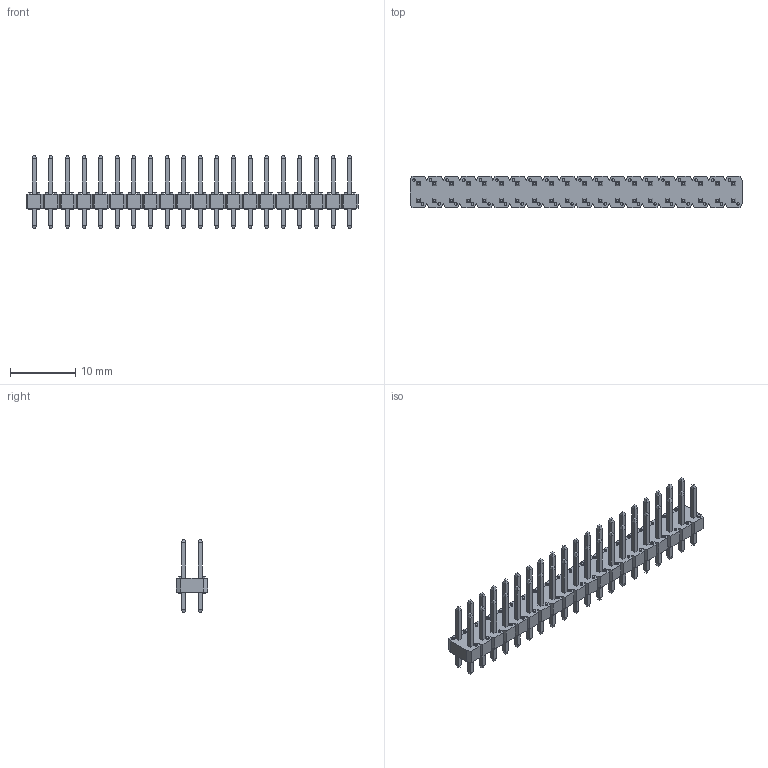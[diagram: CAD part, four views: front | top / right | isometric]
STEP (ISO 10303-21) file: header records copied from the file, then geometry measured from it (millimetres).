
FILE_DESCRIPTION(('FreeCAD Model'),'2;1');
FILE_NAME('Header 20x2 vert 0.1 inch pitch.step','2021-02-14T19:20:12',('Author'),(''), 'Open CASCADE STEP processor 7.3','FreeCAD','Unknown');
FILE_SCHEMA(('AUTOMOTIVE_DESIGN { 1 0 10303 214 1 1 1 1 }'));
Products named in the file (1): header_20x2_vert_t-h
Bounding box: 50.8 x 4.82 x 11.25 mm (x, y, z)
Volume: 649.6 mm3; surface area: 1686.2 mm2
Topology: 1 solids, 1 shells, 1004 faces, 2206 edges, 1364 vertices
Faces by surface type: plane 604, bspline 320, cylinder 80
Full cylindrical faces by diameter (mm): 0.4 x80
Entity records: 62009 total; most frequent: CARTESIAN_POINT 11067, DIRECTION 7428, LINE 5658, VECTOR 5658, ORIENTED_EDGE 4412, PCURVE 4412, DEFINITIONAL_REPRESENTATION 4412, EDGE_CURVE 2206
